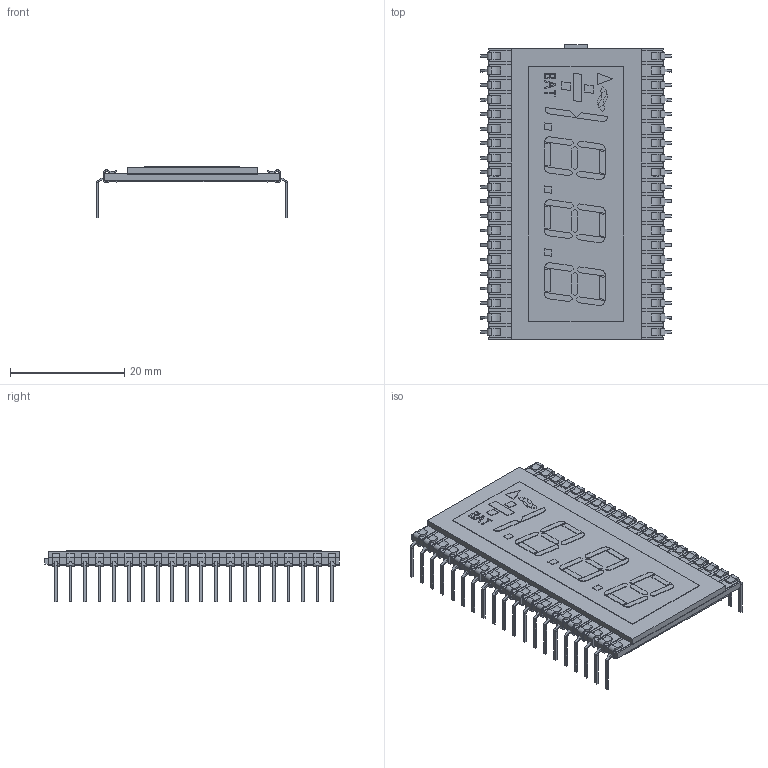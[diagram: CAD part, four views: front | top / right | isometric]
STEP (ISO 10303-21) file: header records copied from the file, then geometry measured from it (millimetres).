
FILE_DESCRIPTION(('FreeCAD Model'),'2;1');
FILE_NAME('Frame_sp.step','2017-07-30T13:10:01',( 'kicad StepUp'),('ksu MCAD'),'Open CASCADE STEP processor 7.1', 'FreeCAD','Unknown');
FILE_SCHEMA(('AUTOMOTIVE_DESIGN { 1 0 10303 214 1 1 1 1 }'));
Length unit declared in the file: millimetre
Products named in the file (1): Frame_sp
Bounding box: 33.32 x 51.53 x 8.95 mm (x, y, z)
Volume: 3631.4 mm3; surface area: 4572.9 mm2
Topology: 1 solids, 1 shells, 1641 faces, 4712 edges, 3068 vertices
Faces by surface type: plane 1222, cylinder 419
Entity records: 34467 total; most frequent: ORIENTED_EDGE 7232, CARTESIAN_POINT 5256, EDGE_CURVE 4712, LINE 3291, VERTEX_POINT 3068, AXIS2_PLACEMENT_3D 1827, FACE_BOUND 1796, EDGE_LOOP 1796
